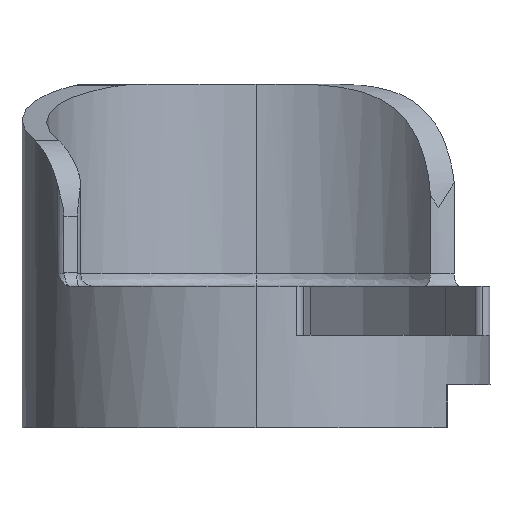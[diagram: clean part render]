
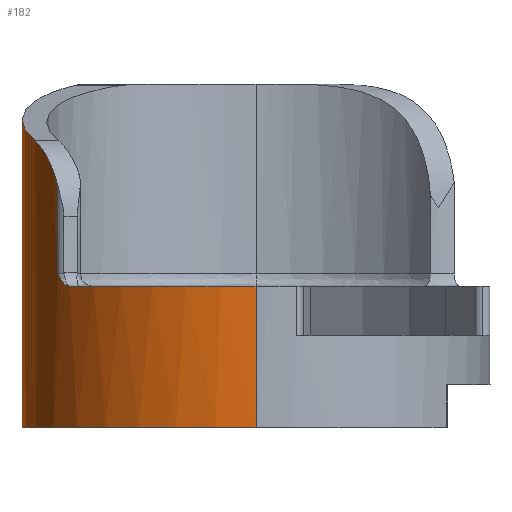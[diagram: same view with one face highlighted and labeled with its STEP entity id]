
A CAD part, left-side view. The second image highlights one B-rep face of the part: STEP entity #182.
In plain terms, the highlighted cylindrical face has radius 19.05 mm (diameter 38.1 mm), a partial arc.
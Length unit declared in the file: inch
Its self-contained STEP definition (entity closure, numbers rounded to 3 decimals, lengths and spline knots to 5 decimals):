
#6 = CARTESIAN_POINT ( 'NONE',  ( 0.64202, 0.69328, 1.1 ) ) ;
#9 = CARTESIAN_POINT ( 'NONE',  ( -0.26928, 0.76777, 0.48125 ) ) ;
#48 = CARTESIAN_POINT ( 'NONE',  ( -0.18746, 0.81383, 0.87909 ) ) ;
#65 = VERTEX_POINT ( 'NONE', #1992 ) ;
#76 = EDGE_CURVE ( 'NONE', #1623, #854, #1861, .T. ) ;
#94 = CARTESIAN_POINT ( 'NONE',  ( -0.27221, 0.76585, 0.47817 ) ) ;
#115 = EDGE_CURVE ( 'NONE', #1676, #804, #257, .T. ) ;
#123 = CARTESIAN_POINT ( 'NONE',  ( -0.27232, 0.76578, 0.47806 ) ) ;
#143 = CARTESIAN_POINT ( 'NONE',  ( 0.61456, 0.71702, 1.09732 ) ) ;
#148 = CARTESIAN_POINT ( 'NONE',  ( -0.27247, 0.76569, 0.4779 ) ) ;
#155 = CARTESIAN_POINT ( 'NONE',  ( 0.88794, 0.13794, 1.1 ) ) ;
#157 = CARTESIAN_POINT ( 'NONE',  ( -0.27269, 0.76554, 0.47766 ) ) ;
#182 = ADVANCED_FACE ( 'NONE', ( #1937 ), #1881, .T. ) ;
#222 = EDGE_CURVE ( 'NONE', #223, #65, #1222, .T. ) ;
#223 = VERTEX_POINT ( 'NONE', #1894 ) ;
#235 = AXIS2_PLACEMENT_3D ( 'NONE', #1568, #1699, #1725 ) ;
#249 = CARTESIAN_POINT ( 'NONE',  ( -0.27322, 0.7652, 0.47712 ) ) ;
#257 = B_SPLINE_CURVE_WITH_KNOTS ( 'NONE', 3,
 ( #2003, #727, #1857, #1622, #298, #48, #1447, #499, #1548, #1543 ),
 .UNSPECIFIED., .F., .F.,
 ( 4, 2, 2, 2, 4 ),
 ( 0., 0.00143, 0.00286, 0.00428, 0.00571 ),
 .UNSPECIFIED. ) ;
#259 = DIRECTION ( 'NONE',  ( 0., 0., -1. ) ) ;
#266 = DIRECTION ( 'NONE',  ( 0., 0., -1. ) ) ;
#296 = CARTESIAN_POINT ( 'NONE',  ( 0.13794, 0.13794, 0. ) ) ;
#298 = CARTESIAN_POINT ( 'NONE',  ( -0.21309, 0.80088, 0.85488 ) ) ;
#304 = DIRECTION ( 'NONE',  ( 0., 0., 1. ) ) ;
#330 = VECTOR ( 'NONE', #608, 39.37008 ) ;
#397 = ORIENTED_EDGE ( 'NONE', *, *, #1298, .T. ) ;
#398 = CARTESIAN_POINT ( 'NONE',  ( -0.28364, 0.75824, 0.4673 ) ) ;
#412 = AXIS2_PLACEMENT_3D ( 'NONE', #296, #304, #1040 ) ;
#423 = CARTESIAN_POINT ( 'NONE',  ( -0.28611, 0.75655, 0.46537 ) ) ;
#440 = CARTESIAN_POINT ( 'NONE',  ( 0.88794, 0.13794, 1.1 ) ) ;
#455 = CARTESIAN_POINT ( 'NONE',  ( 0.62385, 0.70938, 1.09919 ) ) ;
#461 = LINE ( 'NONE', #1403, #330 ) ;
#466 = CARTESIAN_POINT ( 'NONE',  ( -0.26508, 0.77049, 0.48597 ) ) ;
#488 = AXIS2_PLACEMENT_3D ( 'NONE', #1974, #1502, #701 ) ;
#499 = CARTESIAN_POINT ( 'NONE',  ( -0.14251, 0.83374, 0.90725 ) ) ;
#514 = ORIENTED_EDGE ( 'NONE', *, *, #2026, .T. ) ;
#523 = VERTEX_POINT ( 'NONE', #1188 ) ;
#561 = CARTESIAN_POINT ( 'NONE',  ( -0.30434, 0.74371, 0.45458 ) ) ;
#584 = AXIS2_PLACEMENT_3D ( 'NONE', #1733, #1889, #1684 ) ;
#588 =( BOUNDED_CURVE ( )  B_SPLINE_CURVE ( 3, ( #1876, #1550, #807, #1939 ),
 .UNSPECIFIED., .F., .T. ) 
 B_SPLINE_CURVE_WITH_KNOTS ( ( 4, 4 ),
 ( 1.49747, 2.52124 ),
 .UNSPECIFIED. ) 
 CURVE ( )  GEOMETRIC_REPRESENTATION_ITEM ( )  RATIONAL_B_SPLINE_CURVE ( ( 1., 0.915, 0.915, 1. ) ) 
 REPRESENTATION_ITEM ( '' )  );
#606 = LINE ( 'NONE', #155, #990 ) ;
#608 = DIRECTION ( 'NONE',  ( 0., 0., 1. ) ) ;
#611 = CARTESIAN_POINT ( 'NONE',  ( -0.27632, 0.76316, 0.47398 ) ) ;
#628 = CARTESIAN_POINT ( 'NONE',  ( -0.2595, 0.77398, 0.77781 ) ) ;
#651 = CARTESIAN_POINT ( 'NONE',  ( -0.61206, 0.13794, 0.453 ) ) ;
#701 = DIRECTION ( 'NONE',  ( -1., 0., 0. ) ) ;
#710 = CARTESIAN_POINT ( 'NONE',  ( -0.28034, 0.76048, 0.47012 ) ) ;
#719 = CARTESIAN_POINT ( 'NONE',  ( -0.28813, 0.75517, 0.46385 ) ) ;
#727 = CARTESIAN_POINT ( 'NONE',  ( -0.25279, 0.77817, 0.7951 ) ) ;
#742 = EDGE_CURVE ( 'NONE', #523, #1932, #1875, .T. ) ;
#748 = CARTESIAN_POINT ( 'NONE',  ( -0.28695, 0.75598, 0.46472 ) ) ;
#804 = VERTEX_POINT ( 'NONE', #1592 ) ;
#807 = CARTESIAN_POINT ( 'NONE',  ( 0.40779, 0.8872, 1.0556 ) ) ;
#854 = VERTEX_POINT ( 'NONE', #1292 ) ;
#884 = B_SPLINE_CURVE_WITH_KNOTS ( 'NONE', 3,
 ( #6, #1220, #455, #143 ),
 .UNSPECIFIED., .F., .F.,
 ( 4, 4 ),
 ( 0., 0.00092 ),
 .UNSPECIFIED. ) ;
#911 = CARTESIAN_POINT ( 'NONE',  ( -0.28591, 0.75669, 0.46553 ) ) ;
#931 = CARTESIAN_POINT ( 'NONE',  ( -0.31205, 0.73798, 0.453 ) ) ;
#990 = VECTOR ( 'NONE', #266, 39.37008 ) ;
#991 = CIRCLE ( 'NONE', #412, 0.75 ) ;
#1040 = DIRECTION ( 'NONE',  ( -1., 0., 0. ) ) ;
#1064 = CARTESIAN_POINT ( 'NONE',  ( -0.27426, 0.76451, 0.47605 ) ) ;
#1098 = EDGE_LOOP ( 'NONE', ( #1654, #1590, #397, #1484, #1899, #1574, #1352, #1393, #514, #1316 ) ) ;
#1113 = VERTEX_POINT ( 'NONE', #1816 ) ;
#1181 = EDGE_CURVE ( 'NONE', #523, #1113, #884, .T. ) ;
#1188 = CARTESIAN_POINT ( 'NONE',  ( 0.64202, 0.69328, 1.1 ) ) ;
#1220 = CARTESIAN_POINT ( 'NONE',  ( 0.63301, 0.70146, 1.1 ) ) ;
#1222 = B_SPLINE_CURVE_WITH_KNOTS ( 'NONE', 3,
 ( #1860, #931, #561, #1534, #1993, #719, #748, #1833, #423, #911, #398, #710, #611, #1064, #249, #157, #148, #123, #94, #9, #466, #1572 ),
 .UNSPECIFIED., .F., .F.,
 ( 4, 1, 1, 1, 1, 1, 2, 2, 1, 1, 1, 1, 1, 2, 2, 4 ),
 ( 0., 0.25, 0.375, 0.4375, 0.46875, 0.48438, 0.49219, 0.5, 0.625, 0.6875, 0.71875, 0.73437, 0.74219, 0.74609, 0.75, 1. ),
 .UNSPECIFIED. ) ;
#1292 = CARTESIAN_POINT ( 'NONE',  ( -0.61206, 0.13794, 0. ) ) ;
#1298 = EDGE_CURVE ( 'NONE', #1563, #854, #991, .T. ) ;
#1316 = ORIENTED_EDGE ( 'NONE', *, *, #1181, .F. ) ;
#1352 = ORIENTED_EDGE ( 'NONE', *, *, #1488, .T. ) ;
#1367 = CARTESIAN_POINT ( 'NONE',  ( -0.61206, 0.13794, 1.1 ) ) ;
#1393 = ORIENTED_EDGE ( 'NONE', *, *, #115, .T. ) ;
#1403 = CARTESIAN_POINT ( 'NONE',  ( -0.2595, 0.77398, 1.1 ) ) ;
#1447 = CARTESIAN_POINT ( 'NONE',  ( -0.1734, 0.82047, 0.88959 ) ) ;
#1484 = ORIENTED_EDGE ( 'NONE', *, *, #76, .F. ) ;
#1488 = EDGE_CURVE ( 'NONE', #65, #1676, #461, .T. ) ;
#1502 = DIRECTION ( 'NONE',  ( 0., 0., -1. ) ) ;
#1507 = VECTOR ( 'NONE', #259, 39.37008 ) ;
#1534 = CARTESIAN_POINT ( 'NONE',  ( -0.29513, 0.75029, 0.45918 ) ) ;
#1543 = CARTESIAN_POINT ( 'NONE',  ( -0.10873, 0.84622, 0.91908 ) ) ;
#1548 = CARTESIAN_POINT ( 'NONE',  ( -0.12608, 0.84017, 0.91417 ) ) ;
#1550 = CARTESIAN_POINT ( 'NONE',  ( 0.14417, 0.93429, 0.99064 ) ) ;
#1563 = VERTEX_POINT ( 'NONE', #2041 ) ;
#1568 = CARTESIAN_POINT ( 'NONE',  ( 0.13794, 0.13794, 0.453 ) ) ;
#1572 = CARTESIAN_POINT ( 'NONE',  ( -0.2595, 0.77398, 0.49237 ) ) ;
#1574 = ORIENTED_EDGE ( 'NONE', *, *, #222, .T. ) ;
#1590 = ORIENTED_EDGE ( 'NONE', *, *, #1960, .T. ) ;
#1592 = CARTESIAN_POINT ( 'NONE',  ( -0.10873, 0.84622, 0.91908 ) ) ;
#1607 = CIRCLE ( 'NONE', #235, 0.75 ) ;
#1622 = CARTESIAN_POINT ( 'NONE',  ( -0.22471, 0.79453, 0.841 ) ) ;
#1623 = VERTEX_POINT ( 'NONE', #651 ) ;
#1654 = ORIENTED_EDGE ( 'NONE', *, *, #742, .T. ) ;
#1676 = VERTEX_POINT ( 'NONE', #628 ) ;
#1684 = DIRECTION ( 'NONE',  ( -1., 0., 0. ) ) ;
#1699 = DIRECTION ( 'NONE',  ( 0., 0., -1. ) ) ;
#1725 = DIRECTION ( 'NONE',  ( -1., 0., 0. ) ) ;
#1733 = CARTESIAN_POINT ( 'NONE',  ( 0.13794, 0.13794, 1.1 ) ) ;
#1816 = CARTESIAN_POINT ( 'NONE',  ( 0.61456, 0.71702, 1.09732 ) ) ;
#1833 = CARTESIAN_POINT ( 'NONE',  ( -0.28645, 0.75632, 0.46511 ) ) ;
#1850 = EDGE_CURVE ( 'NONE', #1623, #223, #1607, .T. ) ;
#1857 = CARTESIAN_POINT ( 'NONE',  ( -0.24448, 0.78322, 0.81116 ) ) ;
#1860 = CARTESIAN_POINT ( 'NONE',  ( -0.31711, 0.73412, 0.453 ) ) ;
#1861 = LINE ( 'NONE', #1367, #1507 ) ;
#1875 = CIRCLE ( 'NONE', #488, 0.75 ) ;
#1876 = CARTESIAN_POINT ( 'NONE',  ( -0.10873, 0.84622, 0.91908 ) ) ;
#1881 = CYLINDRICAL_SURFACE ( 'NONE', #584, 0.75 ) ;
#1889 = DIRECTION ( 'NONE',  ( 0., 0., -1. ) ) ;
#1894 = CARTESIAN_POINT ( 'NONE',  ( -0.31711, 0.73412, 0.453 ) ) ;
#1899 = ORIENTED_EDGE ( 'NONE', *, *, #1850, .T. ) ;
#1932 = VERTEX_POINT ( 'NONE', #440 ) ;
#1937 = FACE_OUTER_BOUND ( 'NONE', #1098, .T. ) ;
#1939 = CARTESIAN_POINT ( 'NONE',  ( 0.61456, 0.71702, 1.09732 ) ) ;
#1960 = EDGE_CURVE ( 'NONE', #1932, #1563, #606, .T. ) ;
#1974 = CARTESIAN_POINT ( 'NONE',  ( 0.13794, 0.13794, 1.1 ) ) ;
#1992 = CARTESIAN_POINT ( 'NONE',  ( -0.2595, 0.77398, 0.49237 ) ) ;
#1993 = CARTESIAN_POINT ( 'NONE',  ( -0.29047, 0.75355, 0.46218 ) ) ;
#2003 = CARTESIAN_POINT ( 'NONE',  ( -0.2595, 0.77398, 0.77781 ) ) ;
#2026 = EDGE_CURVE ( 'NONE', #804, #1113, #588, .T. ) ;
#2041 = CARTESIAN_POINT ( 'NONE',  ( 0.88794, 0.13794, 0. ) ) ;
